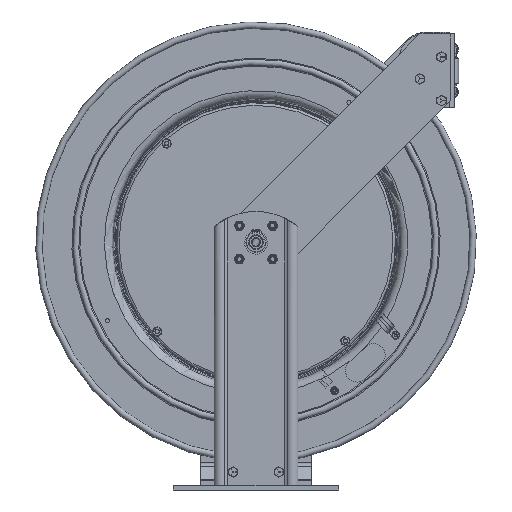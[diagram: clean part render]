
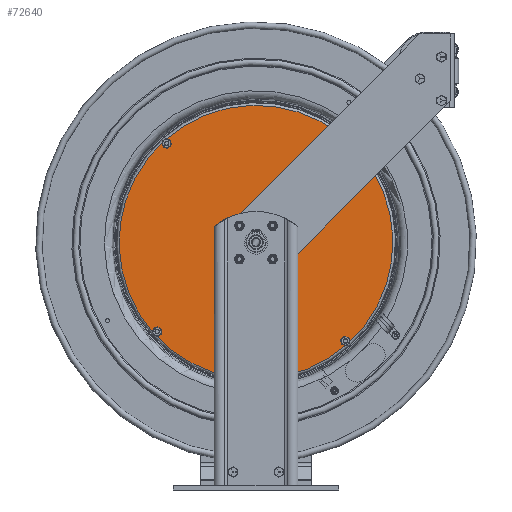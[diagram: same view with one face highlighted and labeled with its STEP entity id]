
A CAD part, front view. The second image highlights one B-rep face of the part: STEP entity #72640.
In plain terms, the highlighted planar face has unit normal (0, -1, 0).
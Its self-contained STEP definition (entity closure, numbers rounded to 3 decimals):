
#4646=FACE_BOUND('',#10211,.T.);
#4647=FACE_BOUND('',#10212,.T.);
#4648=FACE_BOUND('',#10213,.T.);
#4649=FACE_BOUND('',#10214,.T.);
#4650=FACE_BOUND('',#10215,.T.);
#7043=FACE_OUTER_BOUND('',#10210,.T.);
#10210=EDGE_LOOP('',(#63131));
#10211=EDGE_LOOP('',(#63132));
#10212=EDGE_LOOP('',(#63133));
#10213=EDGE_LOOP('',(#63134));
#10214=EDGE_LOOP('',(#63135));
#10215=EDGE_LOOP('',(#63136));
#13063=CIRCLE('',#77872,7.455);
#13064=CIRCLE('',#77873,0.655);
#13065=CIRCLE('',#77874,0.14);
#13066=CIRCLE('',#77875,0.14);
#13067=CIRCLE('',#77876,0.14);
#13068=CIRCLE('',#77877,0.14);
#34449=VERTEX_POINT('',#127586);
#34450=VERTEX_POINT('',#127588);
#34451=VERTEX_POINT('',#127590);
#34452=VERTEX_POINT('',#127592);
#34453=VERTEX_POINT('',#127594);
#34454=VERTEX_POINT('',#127596);
#46332=EDGE_CURVE('',#34449,#34449,#13063,.T.);
#46333=EDGE_CURVE('',#34450,#34450,#13064,.T.);
#46334=EDGE_CURVE('',#34451,#34451,#13065,.T.);
#46335=EDGE_CURVE('',#34452,#34452,#13066,.T.);
#46336=EDGE_CURVE('',#34453,#34453,#13067,.T.);
#46337=EDGE_CURVE('',#34454,#34454,#13068,.T.);
#63131=ORIENTED_EDGE('',*,*,#46332,.F.);
#63132=ORIENTED_EDGE('',*,*,#46333,.T.);
#63133=ORIENTED_EDGE('',*,*,#46334,.T.);
#63134=ORIENTED_EDGE('',*,*,#46335,.T.);
#63135=ORIENTED_EDGE('',*,*,#46336,.T.);
#63136=ORIENTED_EDGE('',*,*,#46337,.T.);
#67370=PLANE('',#77871);
#72640=ADVANCED_FACE('',(#7043,#4646,#4647,#4648,#4649,#4650),#67370,.T.);
#77871=AXIS2_PLACEMENT_3D('',#127585,#92848,#92849);
#77872=AXIS2_PLACEMENT_3D('',#127587,#92850,#92851);
#77873=AXIS2_PLACEMENT_3D('',#127589,#92852,#92853);
#77874=AXIS2_PLACEMENT_3D('',#127591,#92854,#92855);
#77875=AXIS2_PLACEMENT_3D('',#127593,#92856,#92857);
#77876=AXIS2_PLACEMENT_3D('',#127595,#92858,#92859);
#77877=AXIS2_PLACEMENT_3D('',#127597,#92860,#92861);
#92848=DIRECTION('center_axis',(0.,-1.,0.));
#92849=DIRECTION('ref_axis',(0.742,0.,0.671));
#92850=DIRECTION('center_axis',(0.,1.,0.));
#92851=DIRECTION('ref_axis',(0.742,0.,0.671));
#92852=DIRECTION('center_axis',(0.,1.,0.));
#92853=DIRECTION('ref_axis',(-0.742,0.,-0.671));
#92854=DIRECTION('center_axis',(0.,1.,0.));
#92855=DIRECTION('ref_axis',(0.742,0.,0.671));
#92856=DIRECTION('center_axis',(0.,1.,0.));
#92857=DIRECTION('ref_axis',(0.742,0.,0.671));
#92858=DIRECTION('center_axis',(0.,1.,0.));
#92859=DIRECTION('ref_axis',(0.742,0.,0.671));
#92860=DIRECTION('center_axis',(0.,1.,0.));
#92861=DIRECTION('ref_axis',(0.742,0.,0.671));
#127585=CARTESIAN_POINT('Origin',(0.,-1.43,13.49));
#127586=CARTESIAN_POINT('',(-5.529,-1.43,8.489));
#127587=CARTESIAN_POINT('Origin',(0.,-1.43,13.49));
#127588=CARTESIAN_POINT('',(0.486,-1.43,13.929));
#127589=CARTESIAN_POINT('Origin',(0.,-1.43,13.49));
#127590=CARTESIAN_POINT('',(5.481,-1.43,18.447));
#127591=CARTESIAN_POINT('Origin',(5.377,-1.43,18.354));
#127592=CARTESIAN_POINT('',(4.967,-1.43,8.207));
#127593=CARTESIAN_POINT('Origin',(4.864,-1.43,8.113));
#127594=CARTESIAN_POINT('',(-4.76,-1.43,18.961));
#127595=CARTESIAN_POINT('Origin',(-4.864,-1.43,18.867));
#127596=CARTESIAN_POINT('',(-5.273,-1.43,8.72));
#127597=CARTESIAN_POINT('Origin',(-5.377,-1.43,8.627));
